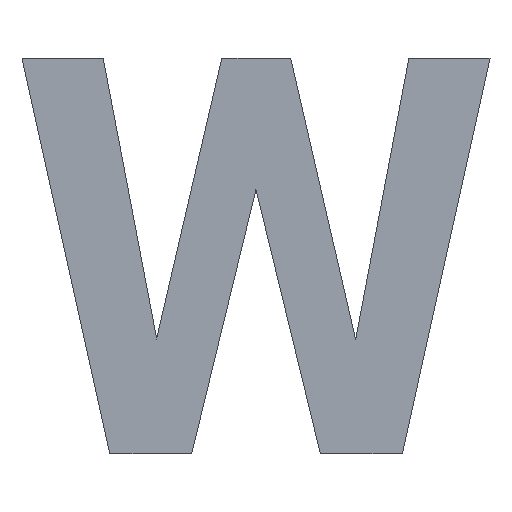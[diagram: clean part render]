
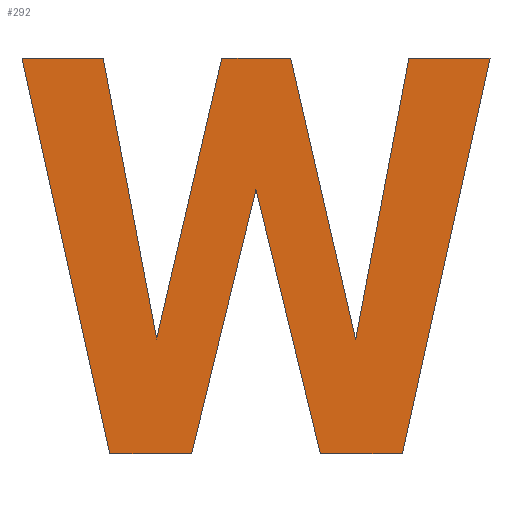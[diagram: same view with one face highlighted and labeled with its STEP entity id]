
A CAD part, top view. The second image highlights one B-rep face of the part: STEP entity #292.
In plain terms, the highlighted planar face has unit normal (0, 0, 1).
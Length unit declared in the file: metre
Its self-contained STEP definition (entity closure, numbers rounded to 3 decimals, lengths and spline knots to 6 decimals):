
#77=ORIENTED_EDGE('',*,*,#90,.F.);
#78=ORIENTED_EDGE('',*,*,#94,.F.);
#79=ORIENTED_EDGE('',*,*,#97,.F.);
#80=ORIENTED_EDGE('',*,*,#100,.F.);
#81=ORIENTED_EDGE('',*,*,#103,.F.);
#82=ORIENTED_EDGE('',*,*,#106,.F.);
#83=ORIENTED_EDGE('',*,*,#109,.F.);
#84=ORIENTED_EDGE('',*,*,#112,.F.);
#85=ORIENTED_EDGE('',*,*,#115,.F.);
#86=ORIENTED_EDGE('',*,*,#118,.F.);
#87=ORIENTED_EDGE('',*,*,#121,.F.);
#88=ORIENTED_EDGE('',*,*,#124,.F.);
#89=ORIENTED_EDGE('',*,*,#127,.F.);
#90=EDGE_CURVE('',#129,#130,#155,.T.);
#94=EDGE_CURVE('',#133,#129,#159,.T.);
#97=EDGE_CURVE('',#135,#133,#162,.T.);
#100=EDGE_CURVE('',#137,#135,#165,.T.);
#103=EDGE_CURVE('',#139,#137,#168,.T.);
#106=EDGE_CURVE('',#141,#139,#171,.T.);
#109=EDGE_CURVE('',#143,#141,#174,.T.);
#112=EDGE_CURVE('',#145,#143,#177,.T.);
#115=EDGE_CURVE('',#147,#145,#180,.T.);
#118=EDGE_CURVE('',#149,#147,#183,.T.);
#121=EDGE_CURVE('',#151,#149,#186,.T.);
#124=EDGE_CURVE('',#153,#151,#189,.T.);
#127=EDGE_CURVE('',#130,#153,#192,.T.);
#129=VERTEX_POINT('',#395);
#130=VERTEX_POINT('',#396);
#133=VERTEX_POINT('',#404);
#135=VERTEX_POINT('',#410);
#137=VERTEX_POINT('',#416);
#139=VERTEX_POINT('',#422);
#141=VERTEX_POINT('',#428);
#143=VERTEX_POINT('',#434);
#145=VERTEX_POINT('',#440);
#147=VERTEX_POINT('',#446);
#149=VERTEX_POINT('',#452);
#151=VERTEX_POINT('',#458);
#153=VERTEX_POINT('',#464);
#155=LINE('',#394,#194);
#159=LINE('',#403,#198);
#162=LINE('',#409,#201);
#165=LINE('',#415,#204);
#168=LINE('',#421,#207);
#171=LINE('',#427,#210);
#174=LINE('',#433,#213);
#177=LINE('',#439,#216);
#180=LINE('',#445,#219);
#183=LINE('',#451,#222);
#186=LINE('',#457,#225);
#189=LINE('',#463,#228);
#192=LINE('',#469,#231);
#194=VECTOR('',#325,1.);
#198=VECTOR('',#331,1.);
#201=VECTOR('',#336,1.);
#204=VECTOR('',#341,1.);
#207=VECTOR('',#346,1.);
#210=VECTOR('',#351,1.);
#213=VECTOR('',#356,1.);
#216=VECTOR('',#361,1.);
#219=VECTOR('',#366,1.);
#222=VECTOR('',#371,1.);
#225=VECTOR('',#376,1.);
#228=VECTOR('',#381,1.);
#231=VECTOR('',#386,1.);
#247=EDGE_LOOP('',(#77,#78,#79,#80,#81,#82,#83,#84,#85,#86,#87,#88,#89));
#262=FACE_BOUND('',#247,.T.);
#277=PLANE('',#320);
#292=ADVANCED_FACE('',(#262),#277,.T.);
#320=AXIS2_PLACEMENT_3D('',#472,#390,#391);
#325=DIRECTION('',(0.186,0.983,0.));
#331=DIRECTION('',(0.225,-0.974,0.));
#336=DIRECTION('',(1.,0.,0.));
#341=DIRECTION('',(0.226,0.974,0.));
#346=DIRECTION('',(0.187,-0.982,0.));
#351=DIRECTION('',(1.,0.,0.));
#356=DIRECTION('',(-0.217,0.976,0.));
#361=DIRECTION('',(-1.,0.,0.));
#366=DIRECTION('',(-0.236,-0.972,0.));
#371=DIRECTION('',(-0.237,0.972,0.));
#376=DIRECTION('',(-1.,0.,0.));
#381=DIRECTION('',(-0.216,-0.976,0.));
#386=DIRECTION('',(1.,0.,0.));
#390=DIRECTION('',(0.,0.,1.));
#391=DIRECTION('',(1.,0.,0.));
#394=CARTESIAN_POINT('',(0.037986,-0.010279,0.0095));
#395=CARTESIAN_POINT('',(0.037613,-0.012246,0.0095));
#396=CARTESIAN_POINT('',(0.038358,-0.008312,0.0095));
#403=CARTESIAN_POINT('',(0.037159,-0.010279,0.0095));
#404=CARTESIAN_POINT('',(0.036705,-0.008312,0.0095));
#409=CARTESIAN_POINT('',(0.036223,-0.008312,0.0095));
#410=CARTESIAN_POINT('',(0.035741,-0.008312,0.0095));
#415=CARTESIAN_POINT('',(0.035285,-0.010275,0.0095));
#416=CARTESIAN_POINT('',(0.034829,-0.012239,0.0095));
#421=CARTESIAN_POINT('',(0.034455,-0.010275,0.0095));
#422=CARTESIAN_POINT('',(0.034082,-0.008312,0.0095));
#427=CARTESIAN_POINT('',(0.033514,-0.008312,0.0095));
#428=CARTESIAN_POINT('',(0.032945,-0.008312,0.0095));
#433=CARTESIAN_POINT('',(0.033559,-0.011077,0.0095));
#434=CARTESIAN_POINT('',(0.034173,-0.013842,0.0095));
#439=CARTESIAN_POINT('',(0.034746,-0.013842,0.0095));
#440=CARTESIAN_POINT('',(0.03532,-0.013842,0.0095));
#445=CARTESIAN_POINT('',(0.03577,-0.011992,0.0095));
#446=CARTESIAN_POINT('',(0.036219,-0.010142,0.0095));
#451=CARTESIAN_POINT('',(0.03667,-0.011992,0.0095));
#452=CARTESIAN_POINT('',(0.03712,-0.013842,0.0095));
#457=CARTESIAN_POINT('',(0.037693,-0.013842,0.0095));
#458=CARTESIAN_POINT('',(0.038267,-0.013842,0.0095));
#463=CARTESIAN_POINT('',(0.03888,-0.011077,0.0095));
#464=CARTESIAN_POINT('',(0.039493,-0.008312,0.0095));
#469=CARTESIAN_POINT('',(0.038926,-0.008312,0.0095));
#472=CARTESIAN_POINT('',(0.104891,-0.015824,0.0095));
